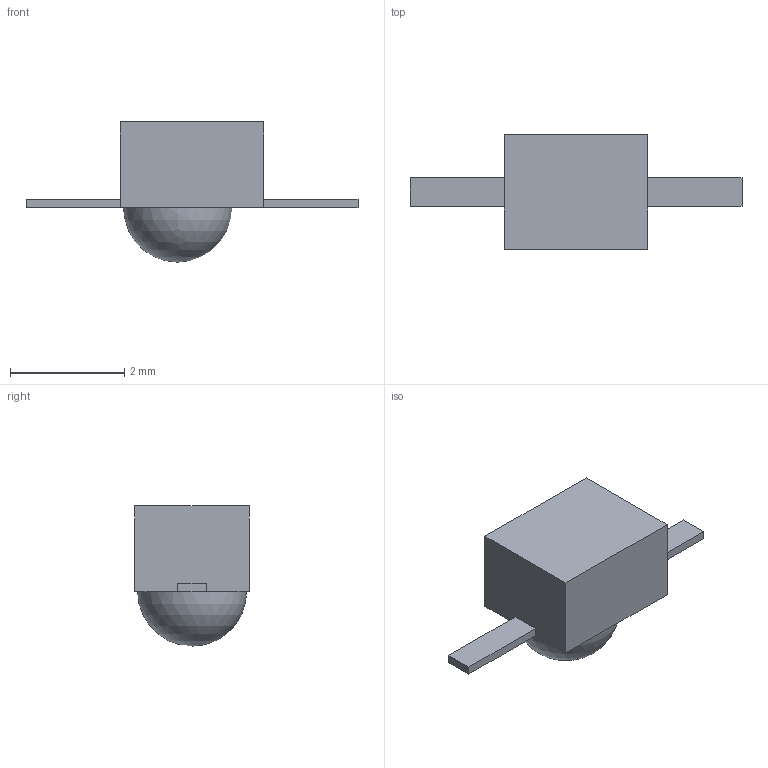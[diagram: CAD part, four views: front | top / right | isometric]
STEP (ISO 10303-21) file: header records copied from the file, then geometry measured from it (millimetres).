
FILE_DESCRIPTION (( 'STEP AP214' ), '1' );
FILE_NAME ('KM2520.STEP', '2021-11-29T11:41:58', ( '' ), ( '' ), 'SwSTEP 2.0', 'SolidWorks 2019', '' );
FILE_SCHEMA (( 'AUTOMOTIVE_DESIGN' ));
Length unit declared in the file: millimetre
Products named in the file (1): KM2520
Bounding box: 5.8 x 2 x 2.45 mm (x, y, z)
Volume: 9.5 mm3; surface area: 30.6 mm2
Topology: 1 solids, 1 shells, 15 faces, 41 edges, 28 vertices
Faces by surface type: plane 14, sphere 1
Entity records: 583 total; most frequent: CARTESIAN_POINT 80, ORIENTED_EDGE 76, DIRECTION 72, EDGE_CURVE 38, LINE 36, VECTOR 36, VERTEX_POINT 26, AXIS2_PLACEMENT_3D 18
